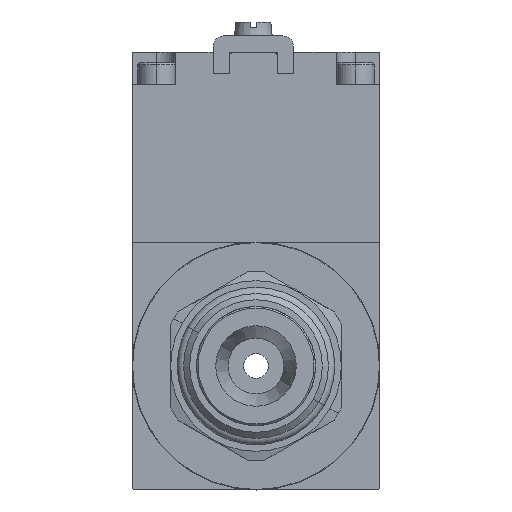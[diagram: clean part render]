
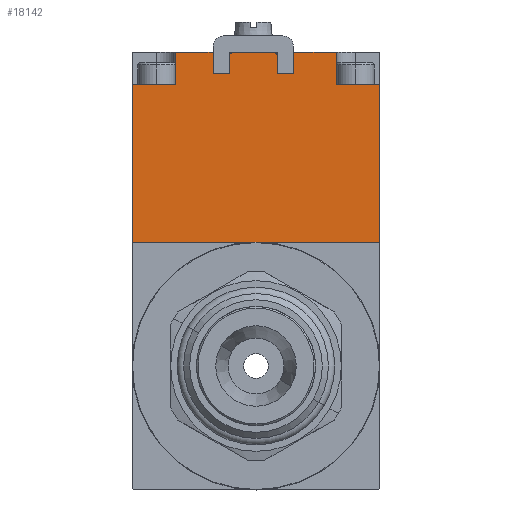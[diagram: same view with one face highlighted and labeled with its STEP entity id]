
A CAD part, front view. The second image highlights one B-rep face of the part: STEP entity #18142.
In plain terms, the highlighted face is planar.
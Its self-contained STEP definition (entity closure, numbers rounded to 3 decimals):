
#10388=DIRECTION('',(-1.,0.,0.));
#10389=VECTOR('',#10388,9.);
#10390=CARTESIAN_POINT('',(4.,-17.75,0.));
#10391=LINE('',#10390,#10389);
#10395=DIRECTION('',(-1.,0.,0.));
#10396=VECTOR('',#10395,3.);
#10397=CARTESIAN_POINT('',(7.,-13.75,0.));
#10398=LINE('',#10397,#10396);
#10402=DIRECTION('',(0.,1.,0.));
#10403=VECTOR('',#10402,4.);
#10404=CARTESIAN_POINT('',(7.,-17.75,0.));
#10405=LINE('',#10404,#10403);
#10409=DIRECTION('',(-1.,0.,0.));
#10410=VECTOR('',#10409,8.);
#10411=CARTESIAN_POINT('',(15.,-17.75,0.));
#10412=LINE('',#10411,#10410);
#10416=DIRECTION('',(-1.,0.,0.));
#10417=VECTOR('',#10416,8.);
#10418=CARTESIAN_POINT('',(23.,-11.75,0.));
#10419=LINE('',#10418,#10417);
#10423=DIRECTION('',(0.,-1.,0.));
#10424=VECTOR('',#10423,29.5);
#10425=CARTESIAN_POINT('',(23.,17.75,0.));
#10426=LINE('',#10425,#10424);
#10430=DIRECTION('',(1.,0.,0.));
#10431=VECTOR('',#10430,46.);
#10432=CARTESIAN_POINT('',(-23.,17.75,0.));
#10433=LINE('',#10432,#10431);
#10437=DIRECTION('',(0.,1.,0.));
#10438=VECTOR('',#10437,29.5);
#10439=CARTESIAN_POINT('',(-23.,-11.75,0.));
#10440=LINE('',#10439,#10438);
#10444=DIRECTION('',(-1.,0.,0.));
#10445=VECTOR('',#10444,8.);
#10446=CARTESIAN_POINT('',(-15.,-11.75,0.));
#10447=LINE('',#10446,#10445);
#10451=DIRECTION('',(0.,1.,0.));
#10452=VECTOR('',#10451,6.);
#10453=CARTESIAN_POINT('',(-15.,-17.75,0.));
#10454=LINE('',#10453,#10452);
#10458=DIRECTION('',(-1.,0.,0.));
#10459=VECTOR('',#10458,7.);
#10460=CARTESIAN_POINT('',(-8.,-17.75,0.));
#10461=LINE('',#10460,#10459);
#10465=DIRECTION('',(-1.,0.,0.));
#10466=VECTOR('',#10465,3.);
#10467=CARTESIAN_POINT('',(-5.,-13.75,0.));
#10468=LINE('',#10467,#10466);
#10472=DIRECTION('',(0.,1.,0.));
#10473=VECTOR('',#10472,4.);
#10474=CARTESIAN_POINT('',(-5.,-17.75,0.));
#10475=LINE('',#10474,#10473);
#11508=DIRECTION('',(0.,1.,0.));
#11509=VECTOR('',#11508,4.);
#11510=CARTESIAN_POINT('',(-8.,-17.75,0.));
#11511=LINE('',#11510,#11509);
#11705=DIRECTION('',(0.,1.,0.));
#11706=VECTOR('',#11705,6.);
#11707=CARTESIAN_POINT('',(15.,-17.75,0.));
#11708=LINE('',#11707,#11706);
#12296=DIRECTION('',(0.,1.,0.));
#12297=VECTOR('',#12296,4.);
#12298=CARTESIAN_POINT('',(4.,-17.75,0.));
#12299=LINE('',#12298,#12297);
#16777=CARTESIAN_POINT('',(23.,-11.75,0.));
#16779=VERTEX_POINT('',#16777);
#16915=CARTESIAN_POINT('',(4.,-13.75,0.));
#16917=VERTEX_POINT('',#16915);
#16919=CARTESIAN_POINT('',(-8.,-13.75,0.));
#16921=VERTEX_POINT('',#16919);
#17003=CARTESIAN_POINT('',(-15.,-11.75,0.));
#17005=VERTEX_POINT('',#17003);
#17053=CARTESIAN_POINT('',(-5.,-13.75,0.));
#17054=VERTEX_POINT('',#17053);
#17112=CARTESIAN_POINT('',(-8.,-17.75,0.));
#17113=VERTEX_POINT('',#17112);
#17132=CARTESIAN_POINT('',(-5.,-17.75,0.));
#17133=VERTEX_POINT('',#17132);
#17292=CARTESIAN_POINT('',(4.,-17.75,0.));
#17293=VERTEX_POINT('',#17292);
#17313=CARTESIAN_POINT('',(7.,-13.75,0.));
#17315=VERTEX_POINT('',#17313);
#17451=CARTESIAN_POINT('',(23.,17.75,0.));
#17452=VERTEX_POINT('',#17451);
#17607=CARTESIAN_POINT('',(-23.,-11.75,0.));
#17608=VERTEX_POINT('',#17607);
#17627=CARTESIAN_POINT('',(-23.,17.75,0.));
#17628=VERTEX_POINT('',#17627);
#17700=CARTESIAN_POINT('',(7.,-17.75,0.));
#17701=VERTEX_POINT('',#17700);
#17723=CARTESIAN_POINT('',(-15.,-17.75,0.));
#17725=VERTEX_POINT('',#17723);
#17760=CARTESIAN_POINT('',(15.,-17.75,0.));
#17761=CARTESIAN_POINT('',(15.,-11.75,0.));
#17762=VERTEX_POINT('',#17760);
#17763=VERTEX_POINT('',#17761);
#18104=CARTESIAN_POINT('',(-23.,-17.75,0.));
#18105=DIRECTION('',(0.,0.,1.));
#18106=DIRECTION('',(1.,0.,0.));
#18107=AXIS2_PLACEMENT_3D('',#18104,#18105,#18106);
#18108=PLANE('',#18107);
#18110=ORIENTED_EDGE('',*,*,#18109,.F.);
#18112=ORIENTED_EDGE('',*,*,#18111,.T.);
#18114=ORIENTED_EDGE('',*,*,#18113,.F.);
#18116=ORIENTED_EDGE('',*,*,#18115,.F.);
#18118=ORIENTED_EDGE('',*,*,#18117,.F.);
#18120=ORIENTED_EDGE('',*,*,#18119,.T.);
#18122=ORIENTED_EDGE('',*,*,#18121,.F.);
#18124=ORIENTED_EDGE('',*,*,#18123,.F.);
#18125=ORIENTED_EDGE('',*,*,#18044,.F.);
#18127=ORIENTED_EDGE('',*,*,#18126,.F.);
#18129=ORIENTED_EDGE('',*,*,#18128,.F.);
#18131=ORIENTED_EDGE('',*,*,#18130,.F.);
#18133=ORIENTED_EDGE('',*,*,#18132,.F.);
#18135=ORIENTED_EDGE('',*,*,#18134,.T.);
#18137=ORIENTED_EDGE('',*,*,#18136,.F.);
#18139=ORIENTED_EDGE('',*,*,#18138,.F.);
#18140=EDGE_LOOP('',(#18110,#18112,#18114,#18116,#18118,#18120,#18122,#18124,
#18125,#18127,#18129,#18131,#18133,#18135,#18137,#18139));
#18141=FACE_OUTER_BOUND('',#18140,.F.);
#18044=EDGE_CURVE('',#17628,#17452,#10433,.T.);
#18109=EDGE_CURVE('',#17293,#17133,#10391,.T.);
#18111=EDGE_CURVE('',#17293,#16917,#12299,.T.);
#18113=EDGE_CURVE('',#17315,#16917,#10398,.T.);
#18115=EDGE_CURVE('',#17701,#17315,#10405,.T.);
#18117=EDGE_CURVE('',#17762,#17701,#10412,.T.);
#18119=EDGE_CURVE('',#17762,#17763,#11708,.T.);
#18121=EDGE_CURVE('',#16779,#17763,#10419,.T.);
#18123=EDGE_CURVE('',#17452,#16779,#10426,.T.);
#18126=EDGE_CURVE('',#17608,#17628,#10440,.T.);
#18128=EDGE_CURVE('',#17005,#17608,#10447,.T.);
#18130=EDGE_CURVE('',#17725,#17005,#10454,.T.);
#18132=EDGE_CURVE('',#17113,#17725,#10461,.T.);
#18134=EDGE_CURVE('',#17113,#16921,#11511,.T.);
#18136=EDGE_CURVE('',#17054,#16921,#10468,.T.);
#18138=EDGE_CURVE('',#17133,#17054,#10475,.T.);
#18142=ADVANCED_FACE('',(#18141),#18108,.F.);
